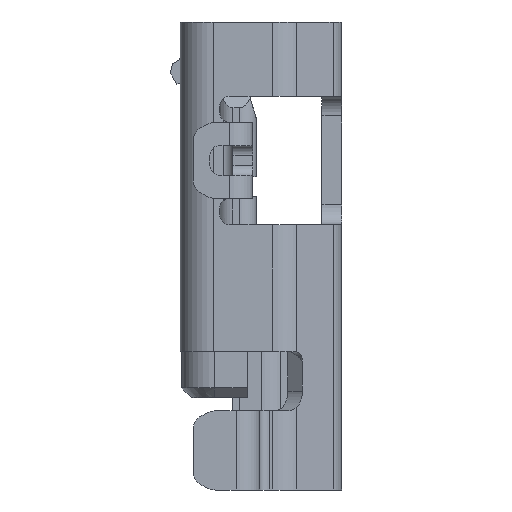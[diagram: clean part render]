
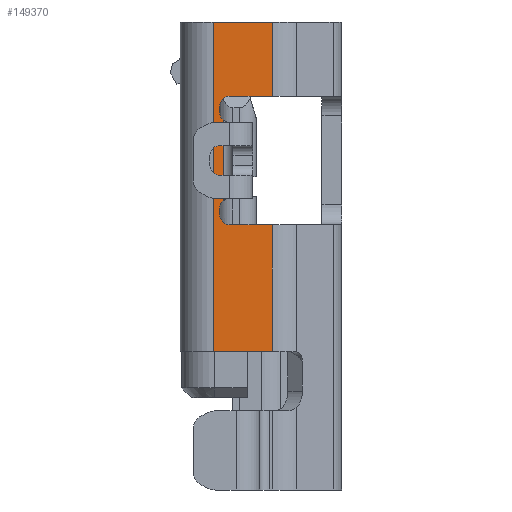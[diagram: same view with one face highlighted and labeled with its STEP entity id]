
A CAD part, left-side view. The second image highlights one B-rep face of the part: STEP entity #149370.
In plain terms, the highlighted planar face has unit normal (-1, 0, 0).
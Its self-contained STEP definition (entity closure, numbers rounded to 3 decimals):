
#109580=CARTESIAN_POINT('',(-3.75,5.25,0.235));
#109590=VERTEX_POINT('',#109580);
#109620=CARTESIAN_POINT('',(-3.75,5.25,-0.665));
#109630=DIRECTION('',(0.,0.,1.));
#109640=VECTOR('',#109630,0.9);
#109650=LINE('',#109620,#109640);
#109660=CARTESIAN_POINT('',(-3.75,5.25,-0.665));
#109670=VERTEX_POINT('',#109660);
#109680=EDGE_CURVE('',#109670,#109590,#109650,.T.);
#146330=CARTESIAN_POINT('',(-3.75,2.175,0.06));
#146340=DIRECTION('',(0.,0.,1.));
#146350=VECTOR('',#146340,1.);
#146360=LINE('',#146330,#146350);
#146370=CARTESIAN_POINT('',(-3.75,2.175,-0.415));
#146380=VERTEX_POINT('',#146370);
#146390=CARTESIAN_POINT('',(-3.75,2.175,0.235));
#146400=VERTEX_POINT('',#146390);
#146410=EDGE_CURVE('',#146380,#146400,#146360,.T.);
#147140=CARTESIAN_POINT('',(-3.75,0.25,0.235));
#147150=VERTEX_POINT('',#147140);
#147180=CARTESIAN_POINT('',(-3.75,-0.6,0.235));
#147190=DIRECTION('',(0.,1.,0.));
#147200=VECTOR('',#147190,1.);
#147210=LINE('',#147180,#147200);
#147220=EDGE_CURVE('',#147150,#146400,#147210,.T.);
#148390=CARTESIAN_POINT('',(-3.75,-0.6,0.235));
#148400=DIRECTION('',(1.,-0.,0.));
#148410=DIRECTION('',(0.,0.,-1.));
#148420=AXIS2_PLACEMENT_3D('',#148390,#148400,#148410);
#148430=PLANE('',#148420);
#148440=CARTESIAN_POINT('',(-3.75,2.425,-0.415));
#148450=DIRECTION('',(1.,0.,0.));
#148460=DIRECTION('',(0.,0.,1.));
#148470=AXIS2_PLACEMENT_3D('',#148440,#148450,#148460);
#148480=CIRCLE('',#148470,0.15);
#148490=CARTESIAN_POINT('',(-3.75,2.425,-0.565));
#148500=VERTEX_POINT('',#148490);
#148510=CARTESIAN_POINT('',(-3.75,2.537,-0.515));
#148520=VERTEX_POINT('',#148510);
#148530=EDGE_CURVE('',#148500,#148520,#148480,.T.);
#148540=ORIENTED_EDGE('',*,*,#148530,.T.);
#148550=CARTESIAN_POINT('',(-3.75,-0.6,-0.565))
;
#148560=DIRECTION('',(0.,1.,0.));
#148570=VECTOR('',#148560,1.);
#148580=LINE('',#148550,#148570);
#148590=CARTESIAN_POINT('',(-3.75,2.325,-0.565));
#148600=VERTEX_POINT('',#148590);
#148610=EDGE_CURVE('',#148600,#148500,#148580,.T.);
#148620=ORIENTED_EDGE('',*,*,#148610,.T.);
#148630=CARTESIAN_POINT('',(-3.75,2.325,-0.415));
#148640=DIRECTION('',(1.,0.,0.));
#148650=DIRECTION('',(0.,0.,1.));
#148660=AXIS2_PLACEMENT_3D('',#148630,#148640,#148650);
#148670=CIRCLE('',#148660,0.15);
#148680=EDGE_CURVE('',#146380,#148600,#148670,.T.);
#148690=ORIENTED_EDGE('',*,*,#148680,.T.);
#148700=ORIENTED_EDGE('',*,*,#146410,.F.);
#148710=ORIENTED_EDGE('',*,*,#147220,.T.);
#148720=CARTESIAN_POINT('',(-3.75,0.25,
0.06));
#148730=DIRECTION('',(0.,0.,1.));
#148740=VECTOR('',#148730,1.);
#148750=LINE('',#148720,#148740);
#148760=CARTESIAN_POINT('',(-3.75,0.25,-0.665));
#148770=VERTEX_POINT('',#148760);
#148780=EDGE_CURVE('',#148770,#147150,#148750,.T.);
#148790=ORIENTED_EDGE('',*,*,#148780,.T.);
#148800=CARTESIAN_POINT('',(-3.75,-0.6,-0.665))
;
#148810=DIRECTION('',(0.,1.,0.));
#148820=VECTOR('',#148810,1.);
#148830=LINE('',#148800,#148820);
#148840=EDGE_CURVE('',#148770,#109670,#148830,.T.);
#148850=ORIENTED_EDGE('',*,*,#148840,.F.);
#148860=ORIENTED_EDGE('',*,*,#109680,.F.);
#148870=CARTESIAN_POINT('',(-3.75,-0.6,0.235));
#148880=DIRECTION('',(0.,1.,0.));
#148890=VECTOR('',#148880,1.);
#148900=LINE('',#148870,#148890);
#148910=CARTESIAN_POINT('',(-3.75,4.125,0.235));
#148920=VERTEX_POINT('',#148910);
#148930=EDGE_CURVE('',#148920,#109590,#148900,.T.);
#148940=ORIENTED_EDGE('',*,*,#148930,.T.);
#148950=CARTESIAN_POINT('',(-3.75,4.125,0.06));
#148960=DIRECTION('',(0.,0.,1.));
#148970=VECTOR('',#148960,1.);
#148980=LINE('',#148950,#148970);
#148990=CARTESIAN_POINT('',(-3.75,4.125,-0.415));
#149000=VERTEX_POINT('',#148990);
#149010=EDGE_CURVE('',#149000,#148920,#148980,.T.);
#149020=ORIENTED_EDGE('',*,*,#149010,.T.);
#149030=CARTESIAN_POINT('',(-3.75,3.975,-0.415));
#149040=DIRECTION('',(1.,0.,0.));
#149050=DIRECTION('',(0.,0.,1.));
#149060=AXIS2_PLACEMENT_3D('',#149030,#149040,#149050);
#149070=CIRCLE('',#149060,0.15);
#149080=CARTESIAN_POINT('',(-3.75,3.975,-0.565));
#149090=VERTEX_POINT('',#149080);
#149100=EDGE_CURVE('',#149090,#149000,#149070,.T.);
#149110=ORIENTED_EDGE('',*,*,#149100,.T.);
#149120=CARTESIAN_POINT('',(-3.75,-0.6,-0.565))
;
#149130=DIRECTION('',(0.,1.,0.));
#149140=VECTOR('',#149130,1.);
#149150=LINE('',#149120,#149140);
#149160=CARTESIAN_POINT('',(-3.75,3.875,-0.565));
#149170=VERTEX_POINT('',#149160);
#149180=EDGE_CURVE('',#149170,#149090,#149150,.T.);
#149190=ORIENTED_EDGE('',*,*,#149180,.T.);
#149200=CARTESIAN_POINT('',(-3.75,3.875,-0.415));
#149210=DIRECTION('',(1.,0.,0.));
#149220=DIRECTION('',(0.,0.,1.));
#149230=AXIS2_PLACEMENT_3D('',#149200,#149210,#149220);
#149240=CIRCLE('',#149230,0.15);
#149250=CARTESIAN_POINT('',(-3.75,3.763,-0.515));
#149260=VERTEX_POINT('',#149250);
#149270=EDGE_CURVE('',#149260,#149170,#149240,.T.);
#149280=ORIENTED_EDGE('',*,*,#149270,.T.);
#149290=CARTESIAN_POINT('',(-3.75,-0.6,-0.515))
;
#149300=DIRECTION('',(0.,1.,0.));
#149310=VECTOR('',#149300,1.);
#149320=LINE('',#149290,#149310);
#149330=EDGE_CURVE('',#148520,#149260,#149320,.T.);
#149340=ORIENTED_EDGE('',*,*,#149330,.T.);
#149350=EDGE_LOOP('',(#149340,#149280,#149190,#149110,#149020,#148940,
#148860,#148850,#148790,#148710,#148700,#148690,#148620,#148540));
#149360=FACE_OUTER_BOUND('',#149350,.T.);
#149370=ADVANCED_FACE('',(#149360),#148430,.F.);
